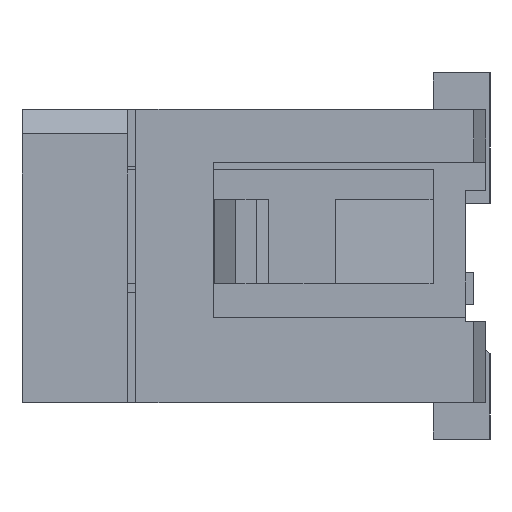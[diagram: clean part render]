
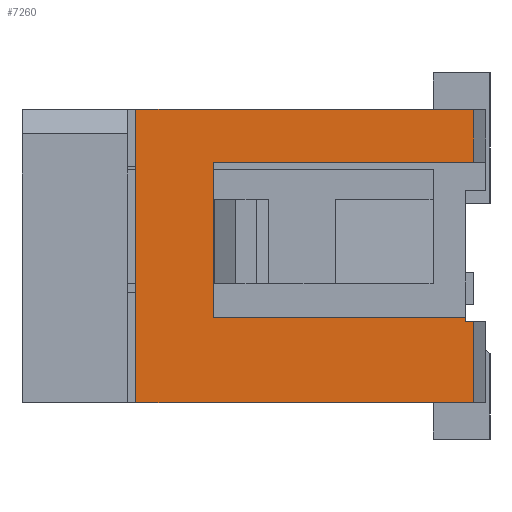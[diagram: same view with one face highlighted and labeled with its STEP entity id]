
A CAD part, left-side view. The second image highlights one B-rep face of the part: STEP entity #7260.
In plain terms, the highlighted planar face has unit normal (-1, 0, 0).
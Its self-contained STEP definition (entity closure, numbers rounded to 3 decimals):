
#1=DIRECTION('',(0.,0.,-1.));
#2=VECTOR('',#1,3.6);
#3=CARTESIAN_POINT('',(-7.425,4.3,1.8));
#4=LINE('',#3,#2);
#5=DIRECTION('',(0.,-1.,0.));
#6=VECTOR('',#5,4.15);
#7=CARTESIAN_POINT('',(-7.425,4.3,1.8));
#8=LINE('',#7,#6);
#9=DIRECTION('',(0.,0.,-1.));
#10=VECTOR('',#9,0.65);
#11=CARTESIAN_POINT('',(-7.425,0.15,1.8));
#12=LINE('',#11,#10);
#13=DIRECTION('',(0.,1.,0.));
#14=VECTOR('',#13,3.2);
#15=CARTESIAN_POINT('',(-7.425,0.15,1.15));
#16=LINE('',#15,#14);
#17=DIRECTION('',(0.,0.,-1.));
#18=VECTOR('',#17,1.9);
#19=CARTESIAN_POINT('',(-7.425,3.35,1.15));
#20=LINE('',#19,#18);
#21=DIRECTION('',(0.,1.,0.));
#22=VECTOR('',#21,3.1);
#23=CARTESIAN_POINT('',(-7.425,0.25,-0.75));
#24=LINE('',#23,#22);
#25=DIRECTION('',(0.,0.,-1.));
#26=VECTOR('',#25,0.05);
#27=CARTESIAN_POINT('',(-7.425,0.25,-0.75));
#28=LINE('',#27,#26);
#29=DIRECTION('',(0.,-1.,0.));
#30=VECTOR('',#29,0.1);
#31=CARTESIAN_POINT('',(-7.425,0.25,-0.8));
#32=LINE('',#31,#30);
#33=DIRECTION('',(0.,0.,-1.));
#34=VECTOR('',#33,1.);
#35=CARTESIAN_POINT('',(-7.425,0.15,-0.8));
#36=LINE('',#35,#34);
#37=DIRECTION('',(0.,1.,0.));
#38=VECTOR('',#37,4.15);
#39=CARTESIAN_POINT('',(-7.425,0.15,-1.8));
#40=LINE('',#39,#38);
#5469=CARTESIAN_POINT('',(-7.425,4.3,1.8));
#5470=CARTESIAN_POINT('',(-7.425,4.3,-1.8));
#5471=VERTEX_POINT('',#5469);
#5472=VERTEX_POINT('',#5470);
#5481=CARTESIAN_POINT('',(-7.425,0.15,1.8));
#5482=VERTEX_POINT('',#5481);
#5489=CARTESIAN_POINT('',(-7.425,0.15,-1.8));
#5490=VERTEX_POINT('',#5489);
#5545=CARTESIAN_POINT('',(-7.425,0.15,1.15));
#5546=VERTEX_POINT('',#5545);
#5547=CARTESIAN_POINT('',(-7.425,0.15,-0.8));
#5548=VERTEX_POINT('',#5547);
#5569=CARTESIAN_POINT('',(-7.425,0.25,-0.8));
#5570=VERTEX_POINT('',#5569);
#5693=CARTESIAN_POINT('',(-7.425,3.35,1.15));
#5694=CARTESIAN_POINT('',(-7.425,3.35,-0.75));
#5695=VERTEX_POINT('',#5693);
#5696=VERTEX_POINT('',#5694);
#5697=CARTESIAN_POINT('',(-7.425,0.25,-0.75));
#5698=VERTEX_POINT('',#5697);
#7233=CARTESIAN_POINT('',(-7.425,0.,0.));
#7234=DIRECTION('',(1.,0.,0.));
#7235=DIRECTION('',(0.,-1.,0.));
#7236=AXIS2_PLACEMENT_3D('',#7233,#7234,#7235);
#7237=PLANE('',#7236);
#7239=ORIENTED_EDGE('',*,*,#7238,.F.);
#7241=ORIENTED_EDGE('',*,*,#7240,.T.);
#7243=ORIENTED_EDGE('',*,*,#7242,.T.);
#7245=ORIENTED_EDGE('',*,*,#7244,.T.);
#7247=ORIENTED_EDGE('',*,*,#7246,.T.);
#7249=ORIENTED_EDGE('',*,*,#7248,.F.);
#7251=ORIENTED_EDGE('',*,*,#7250,.T.);
#7253=ORIENTED_EDGE('',*,*,#7252,.T.);
#7255=ORIENTED_EDGE('',*,*,#7254,.T.);
#7257=ORIENTED_EDGE('',*,*,#7256,.T.);
#7258=EDGE_LOOP('',(#7239,#7241,#7243,#7245,#7247,#7249,#7251,#7253,#7255,
#7257));
#7259=FACE_OUTER_BOUND('',#7258,.F.);
#7260=ADVANCED_FACE('',(#7259),#7237,.F.);
#7238=EDGE_CURVE('',#5471,#5472,#4,.T.);
#7240=EDGE_CURVE('',#5471,#5482,#8,.T.);
#7242=EDGE_CURVE('',#5482,#5546,#12,.T.);
#7244=EDGE_CURVE('',#5546,#5695,#16,.T.);
#7246=EDGE_CURVE('',#5695,#5696,#20,.T.);
#7248=EDGE_CURVE('',#5698,#5696,#24,.T.);
#7250=EDGE_CURVE('',#5698,#5570,#28,.T.);
#7252=EDGE_CURVE('',#5570,#5548,#32,.T.);
#7254=EDGE_CURVE('',#5548,#5490,#36,.T.);
#7256=EDGE_CURVE('',#5490,#5472,#40,.T.);
